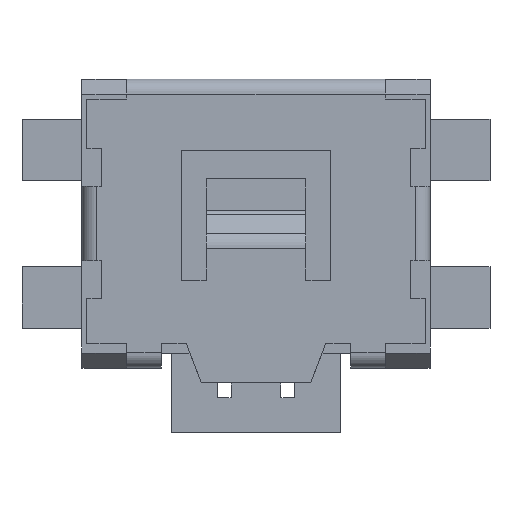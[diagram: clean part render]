
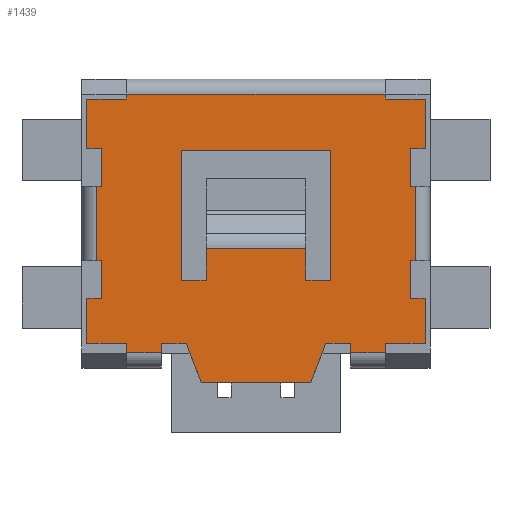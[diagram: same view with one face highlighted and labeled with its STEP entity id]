
A CAD part, top view. The second image highlights one B-rep face of the part: STEP entity #1439.
In plain terms, the highlighted planar face has unit normal (0, 0, 1).
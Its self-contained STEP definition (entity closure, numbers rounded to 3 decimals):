
#13=DIRECTION('',(0.,0.,1.));
#27=VECTOR('',#28,1.);
#28=DIRECTION('',(1.,0.,0.));
#40=VECTOR('',#41,1.);
#41=DIRECTION('',(1.,0.,0.));
#130=VECTOR('',#131,1.);
#131=DIRECTION('',(-1.,0.,0.));
#147=DIRECTION('',(0.,1.,0.));
#167=VECTOR('',#168,1.);
#168=DIRECTION('',(0.,-1.,0.));
#174=VECTOR('',#175,1.);
#175=DIRECTION('',(-1.,0.,0.));
#197=VECTOR('',#147,1.);
#214=VECTOR('',#215,1.);
#215=DIRECTION('',(-1.,0.,0.));
#287=VECTOR('',#288,1.);
#288=DIRECTION('',(0.,-1.,0.));
#360=VECTOR('',#361,1.);
#361=DIRECTION('',(0.,1.,0.));
#450=VERTEX_POINT('',#451);
#451=CARTESIAN_POINT('',(0.95,-1.3,1.35));
#456=EDGE_CURVE('',#457,#450,#459,.T.);
#457=VERTEX_POINT('',#458);
#458=CARTESIAN_POINT('',(0.95,-1.2,1.35));
#459=LINE('',#458,#287);
#488=VECTOR('',#489,1.);
#489=DIRECTION('',(0.351,0.936,0.));
#580=VECTOR('',#581,1.);
#581=DIRECTION('',(1.,0.,0.));
#721=VECTOR('',#722,1.);
#722=DIRECTION('',(0.351,-0.936,0.));
#741=VERTEX_POINT('',#742);
#742=CARTESIAN_POINT('',(-0.95,-1.3,1.35));
#745=ORIENTED_EDGE('',*,*,#746,.F.);
#746=EDGE_CURVE('',#747,#741,#749,.T.);
#747=VERTEX_POINT('',#748);
#748=CARTESIAN_POINT('',(-0.95,-1.2,1.35));
#749=LINE('',#748,#287);
#844=VECTOR('',#845,1.);
#845=DIRECTION('',(0.,-1.,0.));
#994=VECTOR('',#995,1.);
#995=DIRECTION('',(-1.,0.,0.));
#1242=VECTOR('',#1243,1.);
#1243=DIRECTION('',(0.,1.,0.));
#1293=DIRECTION('',(-1.,-0.,-0.));
#1331=CARTESIAN_POINT('',(1.6,-0.375,1.35));
#1352=VECTOR('',#1293,1.);
#1427=EDGE_CURVE('',#450,#1428,#1430,.T.);
#1428=VERTEX_POINT('',#1429);
#1429=CARTESIAN_POINT('',(1.3,-1.3,1.35));
#1430=LINE('',#451,#40);
#1439=ADVANCED_FACE('',(#1440,#1607),#1648,.T.);
#1440=FACE_BOUND('',#1441,.T.);
#1441=EDGE_LOOP('',(#1442,#1447,#1452,#1457,#1462,#1465,#1466,#1467,#1472,#1476,#1481,#1486,#1494,#1498,#1503,#1508,#1512,#1517,#1522,#1527,#1533,#1538,#1544,#1548,#1555,#1560,#1566,#1571,#1576,#1581,#1585,#1590,#1595,#1599,#1604,#745));
#1442=ORIENTED_EDGE('',*,*,#1443,.F.);
#1443=EDGE_CURVE('',#1444,#747,#1446,.T.);
#1444=VERTEX_POINT('',#1445);
#1445=CARTESIAN_POINT('',(-0.7,-1.2,1.35));
#1446=LINE('',#1445,#214);
#1447=ORIENTED_EDGE('',*,*,#1448,.T.);
#1448=EDGE_CURVE('',#1444,#1449,#1451,.T.);
#1449=VERTEX_POINT('',#1450);
#1450=CARTESIAN_POINT('',(-0.55,-1.6,1.35));
#1451=LINE('',#1445,#721);
#1452=ORIENTED_EDGE('',*,*,#1453,.T.);
#1453=EDGE_CURVE('',#1449,#1454,#1456,.T.);
#1454=VERTEX_POINT('',#1455);
#1455=CARTESIAN_POINT('',(0.55,-1.6,1.35));
#1456=LINE('',#1450,#580);
#1457=ORIENTED_EDGE('',*,*,#1458,.T.);
#1458=EDGE_CURVE('',#1454,#1459,#1461,.T.);
#1459=VERTEX_POINT('',#1460);
#1460=CARTESIAN_POINT('',(0.7,-1.2,1.35));
#1461=LINE('',#1455,#488);
#1462=ORIENTED_EDGE('',*,*,#1463,.T.);
#1463=EDGE_CURVE('',#1459,#457,#1464,.T.);
#1464=LINE('',#1460,#27);
#1465=ORIENTED_EDGE('',*,*,#456,.T.);
#1466=ORIENTED_EDGE('',*,*,#1427,.T.);
#1467=ORIENTED_EDGE('',*,*,#1468,.F.);
#1468=EDGE_CURVE('',#1469,#1428,#1471,.T.);
#1469=VERTEX_POINT('',#1470);
#1470=CARTESIAN_POINT('',(1.3,-1.2,1.35));
#1471=LINE('',#1470,#287);
#1472=ORIENTED_EDGE('',*,*,#1473,.T.);
#1473=EDGE_CURVE('',#1469,#1474,#1464,.T.);
#1474=VERTEX_POINT('',#1475);
#1475=CARTESIAN_POINT('',(1.7,-1.2,1.35));
#1476=ORIENTED_EDGE('',*,*,#1477,.F.);
#1477=EDGE_CURVE('',#1478,#1474,#1480,.T.);
#1478=VERTEX_POINT('',#1479);
#1479=CARTESIAN_POINT('',(1.7,-0.75,1.35));
#1480=LINE('',#1479,#167);
#1481=ORIENTED_EDGE('',*,*,#1482,.F.);
#1482=EDGE_CURVE('',#1483,#1478,#1485,.T.);
#1483=VERTEX_POINT('',#1484);
#1484=CARTESIAN_POINT('',(1.55,-0.75,1.35));
#1485=LINE('',#1484,#27);
#1486=ORIENTED_EDGE('',*,*,#1487,.F.);
#1487=EDGE_CURVE('',#1488,#1483,#1490,.T.);
#1488=VERTEX_POINT('',#1489);
#1489=CARTESIAN_POINT('',(1.55,-0.375,1.35));
#1490=LINE('',#1491,#1492);
#1491=CARTESIAN_POINT('',(1.55,1.25,1.35));
#1492=VECTOR('',#1493,1.);
#1493=DIRECTION('',(0.,-1.,0.));
#1494=ORIENTED_EDGE('',*,*,#1495,.T.);
#1495=EDGE_CURVE('',#1488,#1496,#1497,.T.);
#1496=VERTEX_POINT('',#1331);
#1497=LINE('',#1489,#27);
#1498=ORIENTED_EDGE('',*,*,#1499,.T.);
#1499=EDGE_CURVE('',#1496,#1500,#1502,.T.);
#1500=VERTEX_POINT('',#1501);
#1501=CARTESIAN_POINT('',(1.6,0.375,1.35));
#1502=LINE('',#1331,#197);
#1503=ORIENTED_EDGE('',*,*,#1504,.F.);
#1504=EDGE_CURVE('',#1505,#1500,#1507,.T.);
#1505=VERTEX_POINT('',#1506);
#1506=CARTESIAN_POINT('',(1.55,0.375,1.35));
#1507=LINE('',#1506,#27);
#1508=ORIENTED_EDGE('',*,*,#1509,.F.);
#1509=EDGE_CURVE('',#1510,#1505,#1490,.T.);
#1510=VERTEX_POINT('',#1511);
#1511=CARTESIAN_POINT('',(1.55,0.75,1.35));
#1512=ORIENTED_EDGE('',*,*,#1513,.F.);
#1513=EDGE_CURVE('',#1514,#1510,#1516,.T.);
#1514=VERTEX_POINT('',#1515);
#1515=CARTESIAN_POINT('',(1.7,0.75,1.35));
#1516=LINE('',#1515,#214);
#1517=ORIENTED_EDGE('',*,*,#1518,.F.);
#1518=EDGE_CURVE('',#1519,#1514,#1521,.T.);
#1519=VERTEX_POINT('',#1520);
#1520=CARTESIAN_POINT('',(1.7,1.25,1.35));
#1521=LINE('',#1520,#167);
#1522=ORIENTED_EDGE('',*,*,#1523,.T.);
#1523=EDGE_CURVE('',#1519,#1524,#1526,.T.);
#1524=VERTEX_POINT('',#1525);
#1525=CARTESIAN_POINT('',(1.3,1.25,1.35));
#1526=LINE('',#1520,#214);
#1527=ORIENTED_EDGE('',*,*,#1528,.T.);
#1528=EDGE_CURVE('',#1524,#1529,#1531,.T.);
#1529=VERTEX_POINT('',#1530);
#1530=CARTESIAN_POINT('',(1.3,1.3,1.35));
#1531=LINE('',#1532,#360);
#1532=CARTESIAN_POINT('',(1.3,1.2,1.35));
#1533=ORIENTED_EDGE('',*,*,#1534,.T.);
#1534=EDGE_CURVE('',#1529,#1535,#1537,.T.);
#1535=VERTEX_POINT('',#1536);
#1536=CARTESIAN_POINT('',(-1.3,1.3,1.35));
#1537=LINE('',#1530,#994);
#1538=ORIENTED_EDGE('',*,*,#1539,.F.);
#1539=EDGE_CURVE('',#1540,#1535,#1542,.T.);
#1540=VERTEX_POINT('',#1541);
#1541=CARTESIAN_POINT('',(-1.3,1.25,1.35));
#1542=LINE('',#1543,#360);
#1543=CARTESIAN_POINT('',(-1.3,1.2,1.35));
#1544=ORIENTED_EDGE('',*,*,#1545,.T.);
#1545=EDGE_CURVE('',#1540,#1546,#1526,.T.);
#1546=VERTEX_POINT('',#1547);
#1547=CARTESIAN_POINT('',(-1.7,1.25,1.35));
#1548=ORIENTED_EDGE('',*,*,#1549,.T.);
#1549=EDGE_CURVE('',#1546,#1550,#1552,.T.);
#1550=VERTEX_POINT('',#1551);
#1551=CARTESIAN_POINT('',(-1.7,0.75,1.35));
#1552=LINE('',#1547,#1553);
#1553=VECTOR('',#1554,1.);
#1554=DIRECTION('',(-0.,-1.,-0.));
#1555=ORIENTED_EDGE('',*,*,#1556,.T.);
#1556=EDGE_CURVE('',#1550,#1557,#1559,.T.);
#1557=VERTEX_POINT('',#1558);
#1558=CARTESIAN_POINT('',(-1.55,0.75,1.35));
#1559=LINE('',#1551,#27);
#1560=ORIENTED_EDGE('',*,*,#1561,.F.);
#1561=EDGE_CURVE('',#1562,#1557,#1564,.T.);
#1562=VERTEX_POINT('',#1563);
#1563=CARTESIAN_POINT('',(-1.55,0.375,1.35));
#1564=LINE('',#1565,#1242);
#1565=CARTESIAN_POINT('',(-1.55,-1.2,1.35));
#1566=ORIENTED_EDGE('',*,*,#1567,.T.);
#1567=EDGE_CURVE('',#1562,#1568,#1570,.T.);
#1568=VERTEX_POINT('',#1569);
#1569=CARTESIAN_POINT('',(-1.6,0.375,1.35));
#1570=LINE('',#1563,#174);
#1571=ORIENTED_EDGE('',*,*,#1572,.T.);
#1572=EDGE_CURVE('',#1568,#1573,#1575,.T.);
#1573=VERTEX_POINT('',#1574);
#1574=CARTESIAN_POINT('',(-1.6,-0.375,1.35));
#1575=LINE('',#1569,#844);
#1576=ORIENTED_EDGE('',*,*,#1577,.F.);
#1577=EDGE_CURVE('',#1578,#1573,#1580,.T.);
#1578=VERTEX_POINT('',#1579);
#1579=CARTESIAN_POINT('',(-1.55,-0.375,1.35));
#1580=LINE('',#1579,#174);
#1581=ORIENTED_EDGE('',*,*,#1582,.F.);
#1582=EDGE_CURVE('',#1583,#1578,#1564,.T.);
#1583=VERTEX_POINT('',#1584);
#1584=CARTESIAN_POINT('',(-1.55,-0.75,1.35));
#1585=ORIENTED_EDGE('',*,*,#1586,.T.);
#1586=EDGE_CURVE('',#1583,#1587,#1589,.T.);
#1587=VERTEX_POINT('',#1588);
#1588=CARTESIAN_POINT('',(-1.7,-0.75,1.35));
#1589=LINE('',#1584,#1352);
#1590=ORIENTED_EDGE('',*,*,#1591,.T.);
#1591=EDGE_CURVE('',#1587,#1592,#1594,.T.);
#1592=VERTEX_POINT('',#1593);
#1593=CARTESIAN_POINT('',(-1.7,-1.2,1.35));
#1594=LINE('',#1588,#1553);
#1595=ORIENTED_EDGE('',*,*,#1596,.F.);
#1596=EDGE_CURVE('',#1597,#1592,#1446,.T.);
#1597=VERTEX_POINT('',#1598);
#1598=CARTESIAN_POINT('',(-1.3,-1.2,1.35));
#1599=ORIENTED_EDGE('',*,*,#1600,.T.);
#1600=EDGE_CURVE('',#1597,#1601,#1603,.T.);
#1601=VERTEX_POINT('',#1602);
#1602=CARTESIAN_POINT('',(-1.3,-1.3,1.35));
#1603=LINE('',#1598,#287);
#1604=ORIENTED_EDGE('',*,*,#1605,.F.);
#1605=EDGE_CURVE('',#741,#1601,#1606,.T.);
#1606=LINE('',#742,#130);
#1607=FACE_BOUND('',#1608,.T.);
#1608=EDGE_LOOP('',(#1609,#1616,#1621,#1626,#1631,#1635,#1640,#1645));
#1609=ORIENTED_EDGE('',*,*,#1610,.F.);
#1610=EDGE_CURVE('',#1611,#1613,#1615,.T.);
#1611=VERTEX_POINT('',#1612);
#1612=CARTESIAN_POINT('',(-0.75,-0.57,1.35));
#1613=VERTEX_POINT('',#1614);
#1614=CARTESIAN_POINT('',(-0.5,-0.57,1.35));
#1615=LINE('',#1612,#27);
#1616=ORIENTED_EDGE('',*,*,#1617,.F.);
#1617=EDGE_CURVE('',#1618,#1611,#1620,.T.);
#1618=VERTEX_POINT('',#1619);
#1619=CARTESIAN_POINT('',(-0.75,0.73,1.35));
#1620=LINE('',#1619,#167);
#1621=ORIENTED_EDGE('',*,*,#1622,.F.);
#1622=EDGE_CURVE('',#1623,#1618,#1625,.T.);
#1623=VERTEX_POINT('',#1624);
#1624=CARTESIAN_POINT('',(0.75,0.73,1.35));
#1625=LINE('',#1624,#214);
#1626=ORIENTED_EDGE('',*,*,#1627,.F.);
#1627=EDGE_CURVE('',#1628,#1623,#1630,.T.);
#1628=VERTEX_POINT('',#1629);
#1629=CARTESIAN_POINT('',(0.75,-0.57,1.35));
#1630=LINE('',#1629,#197);
#1631=ORIENTED_EDGE('',*,*,#1632,.F.);
#1632=EDGE_CURVE('',#1633,#1628,#1615,.T.);
#1633=VERTEX_POINT('',#1634);
#1634=CARTESIAN_POINT('',(0.5,-0.57,1.35));
#1635=ORIENTED_EDGE('',*,*,#1636,.T.);
#1636=EDGE_CURVE('',#1633,#1637,#1639,.T.);
#1637=VERTEX_POINT('',#1638);
#1638=CARTESIAN_POINT('',(0.5,-0.251,1.35));
#1639=LINE('',#1634,#360);
#1640=ORIENTED_EDGE('',*,*,#1641,.T.);
#1641=EDGE_CURVE('',#1637,#1642,#1644,.T.);
#1642=VERTEX_POINT('',#1643);
#1643=CARTESIAN_POINT('',(-0.5,-0.251,1.35));
#1644=LINE('',#1638,#994);
#1645=ORIENTED_EDGE('',*,*,#1646,.F.);
#1646=EDGE_CURVE('',#1613,#1642,#1647,.T.);
#1647=LINE('',#1614,#360);
#1648=PLANE('',#1649);
#1649=AXIS2_PLACEMENT_3D('',#1650,#13,#28);
#1650=CARTESIAN_POINT('',(0.,0.,1.35));
